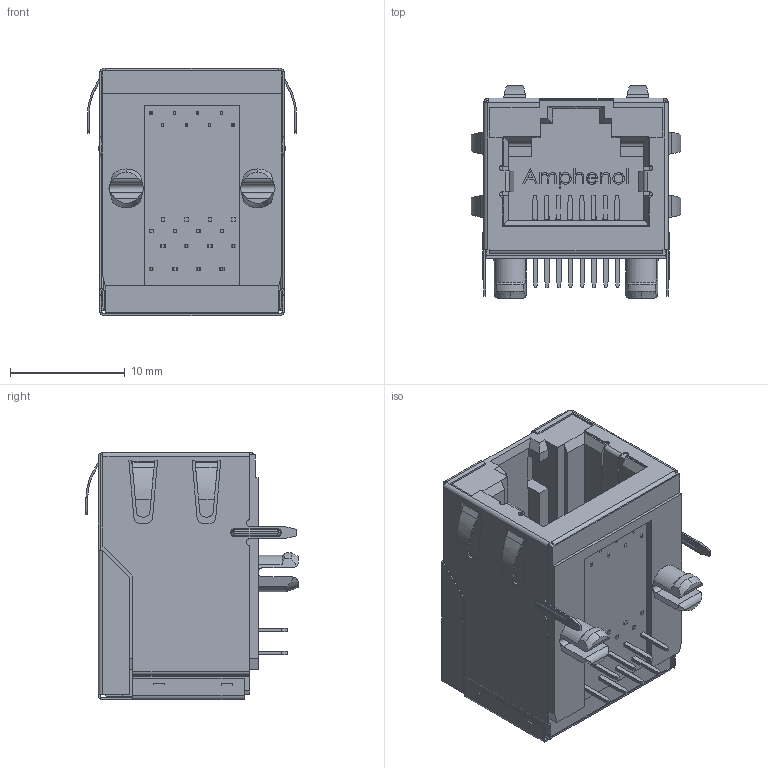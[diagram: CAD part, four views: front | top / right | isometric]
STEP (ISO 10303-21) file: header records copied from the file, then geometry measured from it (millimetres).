
FILE_DESCRIPTION (( 'STEP AP214' ), '1' );
FILE_NAME ('M-RJE60-188-5X01-T-REVT1.STEP', '2021-05-17T01:45:40', ( '' ), ( '' ), 'SwSTEP 2.0', 'SolidWorks 2019', '' );
FILE_SCHEMA (( 'AUTOMOTIVE_DESIGN' ));
Length unit declared in the file: inch
Products named in the file (1): M-RJE60-188-5X01-T-REVT1
Bounding box: 18.21 x 18.47 x 21.49 mm (x, y, z)
Volume: 3465.8 mm3; surface area: 4721 mm2
Topology: 1 solids, 1 shells, 1059 faces, 2872 edges, 1866 vertices
Faces by surface type: plane 738, cylinder 163, bspline 150, cone 8
Entity records: 39151 total; most frequent: CARTESIAN_POINT 13301, ORIENTED_EDGE 5744, DIRECTION 4630, EDGE_CURVE 2872, LINE 2256, VECTOR 2256, VERTEX_POINT 1866, AXIS2_PLACEMENT_3D 1187
